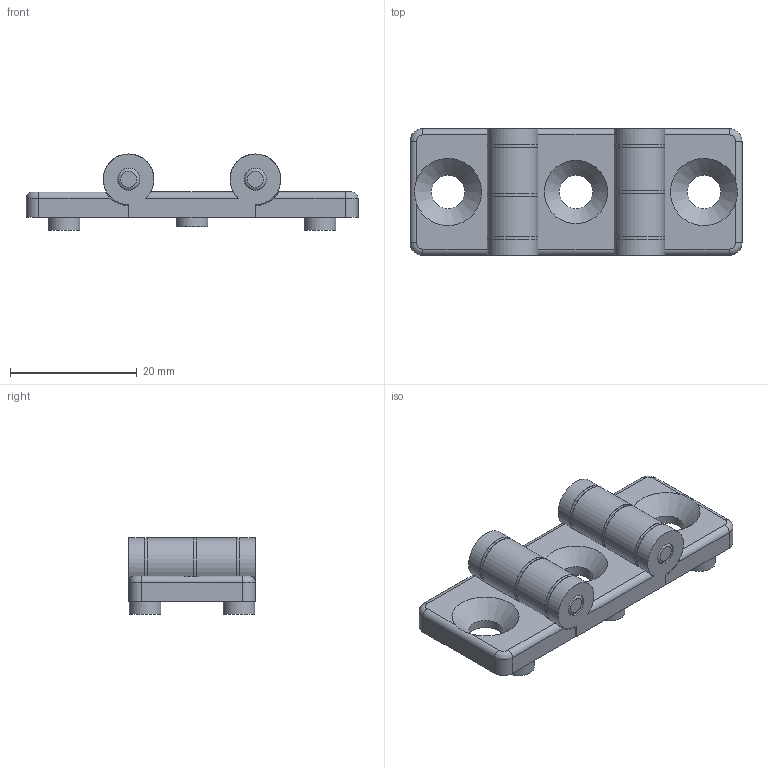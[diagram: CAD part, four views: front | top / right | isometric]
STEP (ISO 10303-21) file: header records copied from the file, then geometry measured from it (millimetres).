
FILE_DESCRIPTION(/* description */ ('Kritec-Doppelscharnier 5 PA '),/* implementation_level */ '2;1');
FILE_NAME(/* name */ 'Kritec-Doppelscharnier 5 PA.stp',/* time_stamp */ '2020-08-19T14:24:49+02:00',/* author */ ('Nell'),/* organization */ (''),/* preprocessor_version */ 'ST-DEVELOPER v17',/* originating_system */ 'Autodesk Inventor 2018',/* authorisation */ '');
FILE_SCHEMA (('AUTOMOTIVE_DESIGN { 1 0 10303 214 3 1 1 }'));
Length unit declared in the file: millimetre
Products named in the file (6): 10240; 10240 Doppelscharnier 5 PA Mittelteil; 10240 Doppelscharnier 5 PA Schenkel2; 10240 Doppelscharnier 5 PA; Scheibe; Stift
Assembly tree (11 placements, depth 2):
  10240
    10240 Doppelscharnier 5 PA Mittelteil
    10240 Doppelscharnier 5 PA Schenkel2
    10240 Doppelscharnier 5 PA
    Scheibe  x6
    Stift  x2
Bounding box: 52.4 x 20 x 12 mm (x, y, z)
Volume: 5490.5 mm3; surface area: 5709.2 mm2
Topology: 11 solids, 11 shells, 134 faces, 289 edges, 181 vertices
Faces by surface type: cylinder 59, plane 52, cone 15, bspline 4, torus 4
Full cylindrical faces by diameter (mm): 3.5 x16, 5 x6, 5.3 x3, 8 x6
Entity records: 3258 total; most frequent: CARTESIAN_POINT 619, DIRECTION 549, ORIENTED_EDGE 464, EDGE_CURVE 232, AXIS2_PLACEMENT_3D 217, VERTEX_POINT 147, EDGE_LOOP 127, LINE 115
